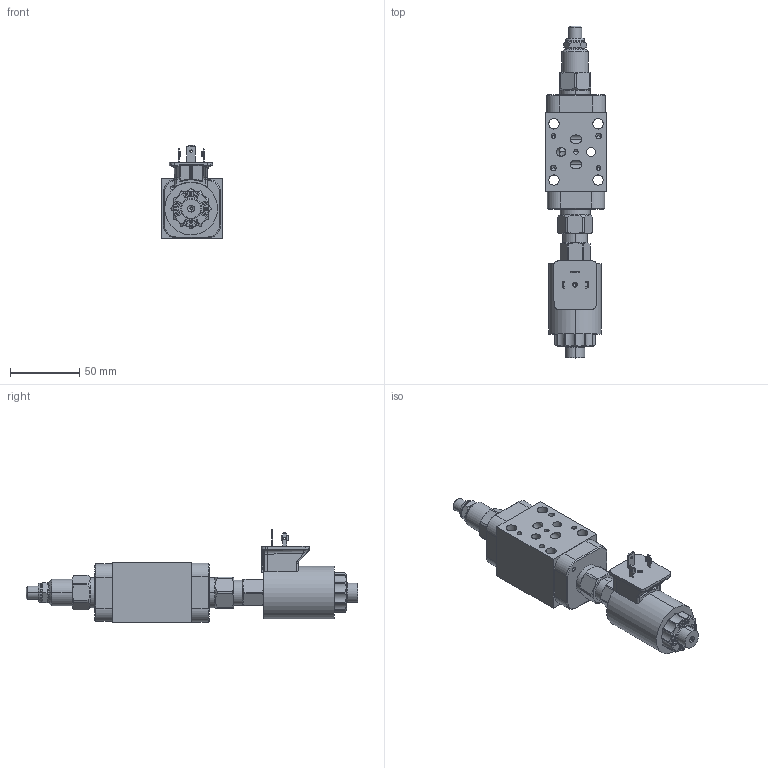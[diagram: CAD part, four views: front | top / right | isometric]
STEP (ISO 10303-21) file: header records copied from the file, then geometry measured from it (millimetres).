
FILE_DESCRIPTION((''),'2;1');
FILE_NAME('X2CNLCNFA224_ASM','2020-02-24T',('ProEService'),(''),'PRO/ENGINEER BY PARAMETRIC TECHNOLOGY CORPORATION, 2014200','PRO/ENGINEER BY PARAMETRIC TECHNOLOGY CORPORATION, 2014200','');
FILE_SCHEMA(('CONFIG_CONTROL_DESIGN'));
Length unit declared in the file: inch
Products named in the file (8): 159-973; DFCA8DN; DTAFMHN224; NFCCLCN; 500-001-012; 700-002; 811-001-006; X2CNLCNFA224_ASM
Assembly tree (7 placements, depth 2):
  X2CNLCNFA224_ASM
    159-973
    DFCA8DN
    DTAFMHN224
    NFCCLCN
    500-001-012
    700-002
    811-001-006
Bounding box: 44.45 x 238.9 x 67.16 mm (x, y, z)
Volume: 229388.3 mm3; surface area: 82226.2 mm2
Topology: 7 solids, 10 shells, 1274 faces, 3548 edges, 2552 vertices
Faces by surface type: cylinder 471, plane 399, cone 235, torus 92, bspline 42, revolution 18, sphere 17
Entity records: 47832 total; most frequent: CARTESIAN_POINT 15895, DIRECTION 6631, ORIENTED_EDGE 6070, EDGE_CURVE 3035, AXIS2_PLACEMENT_3D 2404, VERTEX_POINT 1873, VECTOR 1805, LINE 1805
